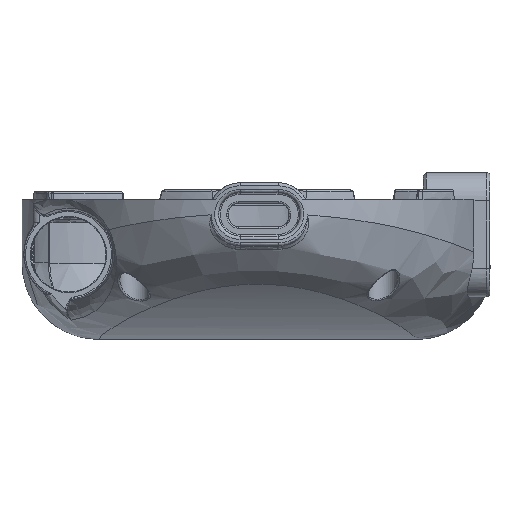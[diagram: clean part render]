
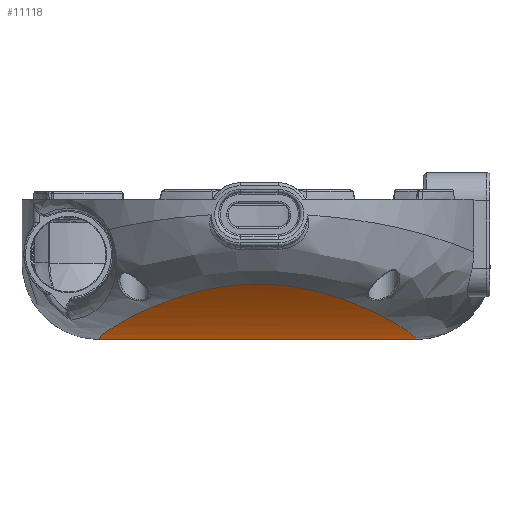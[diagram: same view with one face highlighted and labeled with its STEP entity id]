
A CAD part, front view. The second image highlights one B-rep face of the part: STEP entity #11118.
In plain terms, the highlighted cylindrical face has radius 120.488 mm (diameter 240.976 mm), a partial arc.
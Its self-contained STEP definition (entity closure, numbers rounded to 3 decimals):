
#177=LINE('',#17467,#549);
#549=VECTOR('',#12953,10.);
#863=CYLINDRICAL_SURFACE('',#11892,120.488);
#1311=FACE_OUTER_BOUND('',#2032,.T.);
#2032=EDGE_LOOP('',(#7445,#7446));
#3297=B_SPLINE_CURVE_WITH_KNOTS('',3,(#17451,#17452,#17453,#17454,#17455,
#17456,#17457,#17458,#17459,#17460,#17461,#17462,#17463,#17464,#17465,#17466),
 .UNSPECIFIED.,.F.,.F.,(4,1,1,1,1,1,1,1,1,1,1,1,1,4),(3.505,4.916,
5.621,6.327,7.032,7.737,8.208,
8.678,9.148,9.618,10.559,11.617,
11.969,13.38),.UNSPECIFIED.);
#4290=VERTEX_POINT('',#17449);
#4291=VERTEX_POINT('',#17450);
#5484=EDGE_CURVE('',#4290,#4291,#3297,.T.);
#5485=EDGE_CURVE('',#4291,#4290,#177,.T.);
#7445=ORIENTED_EDGE('',*,*,#5484,.F.);
#7446=ORIENTED_EDGE('',*,*,#5485,.F.);
#11118=ADVANCED_FACE('',(#1311),#863,.T.);
#11892=AXIS2_PLACEMENT_3D('',#17448,#12951,#12952);
#12951=DIRECTION('center_axis',(1.,0.,0.));
#12952=DIRECTION('ref_axis',(0.,0.437,0.9));
#12953=DIRECTION('',(-1.,0.,0.));
#17448=CARTESIAN_POINT('Origin',(0.,4.6,120.4));
#17449=CARTESIAN_POINT('',(-24.998,0.,0.));
#17450=CARTESIAN_POINT('',(24.998,0.,0.));
#17451=CARTESIAN_POINT('Ctrl Pts',(-24.998,0.,
0.));
#17452=CARTESIAN_POINT('Ctrl Pts',(-25.041,-5.218,
0.199));
#17453=CARTESIAN_POINT('Ctrl Pts',(-24.122,-13.036,1.023));
#17454=CARTESIAN_POINT('Ctrl Pts',(-20.905,-22.694,
2.972));
#17455=CARTESIAN_POINT('Ctrl Pts',(-17.445,-29.329,
4.727));
#17456=CARTESIAN_POINT('Ctrl Pts',(-12.861,-35.047,
6.58));
#17457=CARTESIAN_POINT('Ctrl Pts',(-7.671,-38.84,
8.005));
#17458=CARTESIAN_POINT('Ctrl Pts',(-2.38,-40.551,
8.692));
#17459=CARTESIAN_POINT('Ctrl Pts',(2.38,-40.55,8.691));
#17460=CARTESIAN_POINT('Ctrl Pts',(6.912,-39.09,8.105));
#17461=CARTESIAN_POINT('Ctrl Pts',(12.284,-35.646,6.799));
#17462=CARTESIAN_POINT('Ctrl Pts',(17.859,-29.127,4.603));
#17463=CARTESIAN_POINT('Ctrl Pts',(21.389,-21.519,2.693));
#17464=CARTESIAN_POINT('Ctrl Pts',(24.277,-11.733,0.885));
#17465=CARTESIAN_POINT('Ctrl Pts',(25.041,-5.218,0.199));
#17466=CARTESIAN_POINT('Ctrl Pts',(24.998,0.,
0.));
#17467=CARTESIAN_POINT('',(0.,0.,0.));
